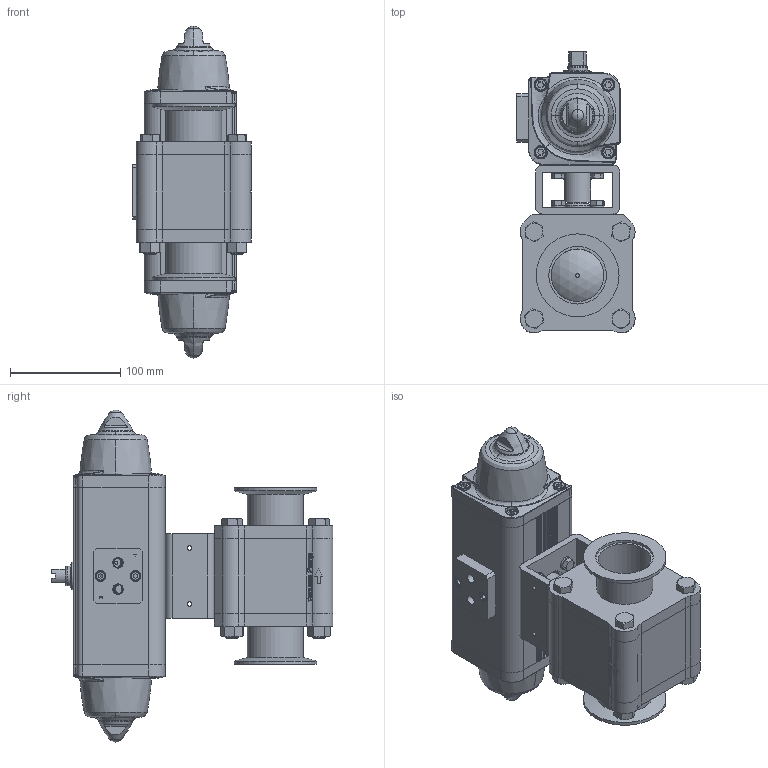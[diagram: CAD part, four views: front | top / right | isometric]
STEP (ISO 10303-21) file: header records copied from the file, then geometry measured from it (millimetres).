
FILE_DESCRIPTION(/* description */ (''),/* implementation_level */ '2;1');
FILE_NAME(/* name */ '3009160c.stp',/* time_stamp */ '2021-04-02T12:48:03-04:00',/* author */ ('Sana_M'),/* organization */ (''),/* preprocessor_version */ 'ST-DEVELOPER v18.1',/* originating_system */ 'Autodesk Inventor 2021',/* authorisation */ '');
FILE_SCHEMA (('AUTOMOTIVE_DESIGN { 1 0 10303 214 3 1 1 }'));
Products named in the file (1): 3009160c
Bounding box: 107.03 x 255.26 x 300.68 mm (x, y, z)
Surface area: 272795 mm2 (no closed solid volume)
Topology: 0 solids, 75 shells, 1582 faces, 4871 edges, 3183 vertices
Faces by surface type: plane 456, bspline 421, cylinder 374, cone 273, sphere 53, torus 5
Full cylindrical faces by diameter (mm): 2 x2, 3.175 x1, 3.962 x4, 5 x1, 6 x1, 8.89 x2, 11.112 x4, 13.919 x1, 18 x2, 22.225 x1, 25 x1, 25.146 x1, 31.75 x1, 47.625 x3, 50.8 x2, 51.054 x2, 52.197 x2, 75.006 x2
Entity records: 121664 total; most frequent: CARTESIAN_POINT 80964, ORIENTED_EDGE 8024, DIRECTION 7268, EDGE_CURVE 4820, VERTEX_POINT 3183, AXIS2_PLACEMENT_3D 2789, EDGE_LOOP 1729, LINE 1690
